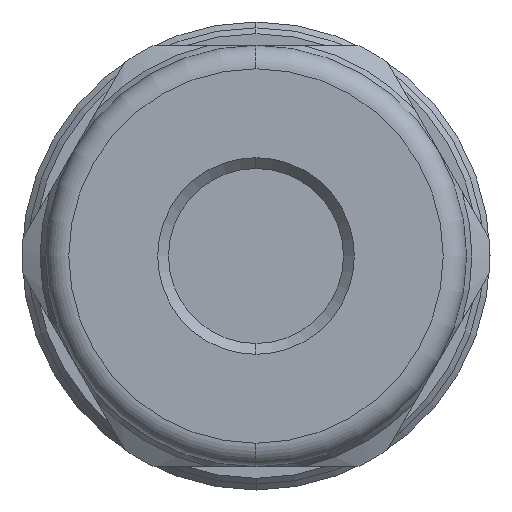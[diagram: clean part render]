
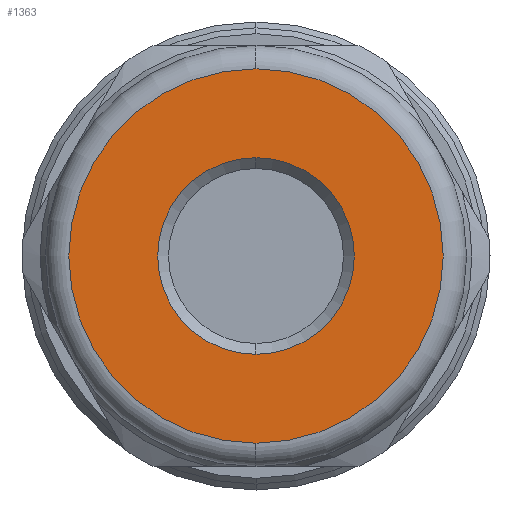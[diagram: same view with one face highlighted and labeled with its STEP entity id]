
A CAD part, left-side view. The second image highlights one B-rep face of the part: STEP entity #1363.
In plain terms, the highlighted planar face has unit normal (-1, 0, 0).
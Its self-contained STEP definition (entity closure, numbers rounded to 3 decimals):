
#595 = PLANE ( 'NONE',  #2588 ) ;
#596 = CARTESIAN_POINT ( 'NONE',  ( -32.5, 16., 0. ) ) ;
#597 = DIRECTION ( 'NONE',  ( -1., 0., 0. ) ) ;
#598 = DIRECTION ( 'NONE',  ( 0., 0., 1. ) ) ;
#778 = CARTESIAN_POINT ( 'NONE',  ( -32.5, 0., 8.4 ) ) ;
#783 = CARTESIAN_POINT ( 'NONE',  ( -32.5, 0., 16. ) ) ;
#789 = CARTESIAN_POINT ( 'NONE',  ( -32.5, 0., -8.4 ) ) ;
#790 = CARTESIAN_POINT ( 'NONE',  ( -32.5, 0., -16. ) ) ;
#1244 = EDGE_CURVE ( 'NONE', #3641, #3634, #1548, .T. ) ;
#1249 = EDGE_CURVE ( 'NONE', #3629, #3640, #1555, .T. ) ;
#1279 = EDGE_CURVE ( 'NONE', #3640, #3629, #1593, .T. ) ;
#1280 = EDGE_CURVE ( 'NONE', #3634, #3641, #1594, .T. ) ;
#1363 = ADVANCED_FACE ( 'NONE', ( #1750, #1751 ), #595, .T. ) ;
#1548 = CIRCLE ( 'NONE', #2479, 16. ) ;
#1555 = CIRCLE ( 'NONE', #2483, 8.4 ) ;
#1593 = CIRCLE ( 'NONE', #2504, 8.4 ) ;
#1594 = CIRCLE ( 'NONE', #2505, 16. ) ;
#1750 = FACE_BOUND ( 'NONE', #2084, .T. ) ;
#1751 = FACE_OUTER_BOUND ( 'NONE', #2081, .T. ) ;
#2081 = EDGE_LOOP ( 'NONE', ( #3349, #3345 ) ) ;
#2084 = EDGE_LOOP ( 'NONE', ( #3348, #3335 ) ) ;
#2266 = CARTESIAN_POINT ( 'NONE',  ( -32.5, 0., 0. ) ) ;
#2267 = DIRECTION ( 'NONE',  ( 1., 0., 0. ) ) ;
#2268 = DIRECTION ( 'NONE',  ( 0., 0., -1. ) ) ;
#2280 = CARTESIAN_POINT ( 'NONE',  ( -32.5, 0., 0. ) ) ;
#2281 = DIRECTION ( 'NONE',  ( 1., 0., 0. ) ) ;
#2282 = DIRECTION ( 'NONE',  ( 0., 0., -1. ) ) ;
#2361 = CARTESIAN_POINT ( 'NONE',  ( -32.5, 0., 0. ) ) ;
#2362 = DIRECTION ( 'NONE',  ( 1., 0., 0. ) ) ;
#2363 = DIRECTION ( 'NONE',  ( 0., 0., -1. ) ) ;
#2364 = CARTESIAN_POINT ( 'NONE',  ( -32.5, 0., 0. ) ) ;
#2365 = DIRECTION ( 'NONE',  ( 1., 0., 0. ) ) ;
#2366 = DIRECTION ( 'NONE',  ( 0., 0., -1. ) ) ;
#2479 = AXIS2_PLACEMENT_3D ( 'NONE', #2266, #2267, #2268 ) ;
#2483 = AXIS2_PLACEMENT_3D ( 'NONE', #2280, #2281, #2282 ) ;
#2504 = AXIS2_PLACEMENT_3D ( 'NONE', #2361, #2362, #2363 ) ;
#2505 = AXIS2_PLACEMENT_3D ( 'NONE', #2364, #2365, #2366 ) ;
#2588 = AXIS2_PLACEMENT_3D ( 'NONE', #596, #597, #598 ) ;
#3335 = ORIENTED_EDGE ( 'NONE', *, *, #1279, .T. ) ;
#3345 = ORIENTED_EDGE ( 'NONE', *, *, #1280, .F. ) ;
#3348 = ORIENTED_EDGE ( 'NONE', *, *, #1249, .T. ) ;
#3349 = ORIENTED_EDGE ( 'NONE', *, *, #1244, .F. ) ;
#3629 = VERTEX_POINT ( 'NONE', #778 ) ;
#3634 = VERTEX_POINT ( 'NONE', #783 ) ;
#3640 = VERTEX_POINT ( 'NONE', #789 ) ;
#3641 = VERTEX_POINT ( 'NONE', #790 ) ;
